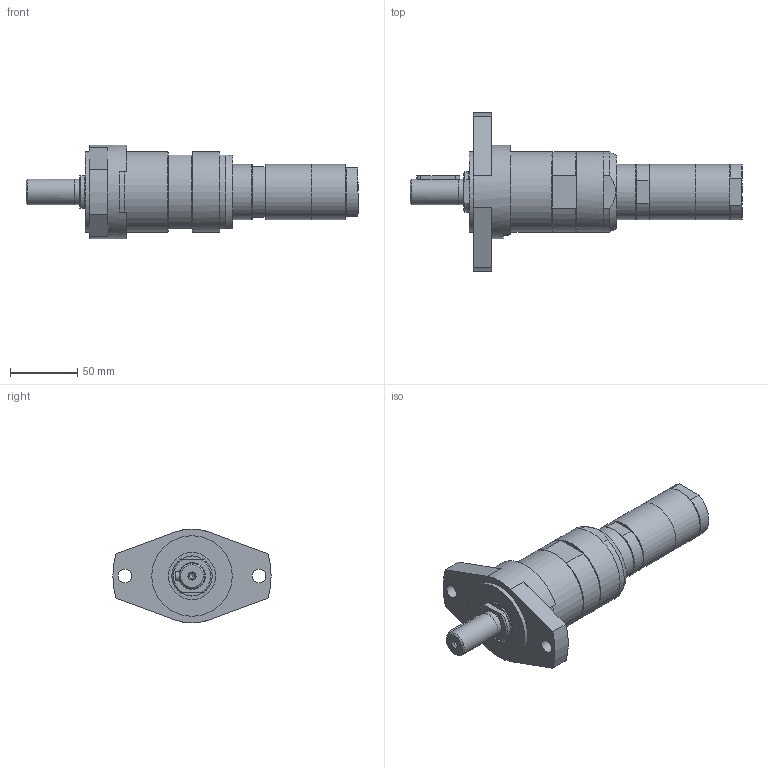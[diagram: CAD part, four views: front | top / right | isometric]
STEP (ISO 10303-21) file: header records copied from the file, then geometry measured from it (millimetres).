
FILE_DESCRIPTION(/* description */ (''),/* implementation_level */ '2;1');
FILE_NAME(/* name */ 'MRD 38-100 F100_60031857.stp',/* time_stamp */ '2018-06-07T09:24:03+02:00',/* author */ ('FLambert'),/* organization */ (''),/* preprocessor_version */ 'ST-DEVELOPER v17',/* originating_system */ 'Autodesk Inventor 2018',/* authorisation */ '');
FILE_SCHEMA (('AUTOMOTIVE_DESIGN { 1 0 10303 214 3 1 1 }'));
Length unit declared in the file: millimetre
Products named in the file (1): MRD 38-100 F100_60031857
Bounding box: 247.5 x 118 x 70 mm (x, y, z)
Volume: 502778.6 mm3; surface area: 52420.3 mm2
Topology: 1 solids, 3 shells, 208 faces, 546 edges, 362 vertices
Faces by surface type: plane 125, cylinder 40, cone 33, bspline 7, sphere 2, torus 1
Full cylindrical faces by diameter (mm): 1.55 x2, 3.6 x1, 4 x2, 4.134 x1, 5 x1, 5.5 x1, 10.3 x2, 11.445 x2, 18.8 x1, 19 x1, 29.95 x1, 35 x1, 41.5 x3, 42 x1, 60 x3, 70 x1
Entity records: 6873 total; most frequent: CARTESIAN_POINT 1418, ORIENTED_EDGE 1088, DIRECTION 1061, EDGE_CURVE 544, AXIS2_PLACEMENT_3D 379, VERTEX_POINT 362, LINE 303, VECTOR 303
